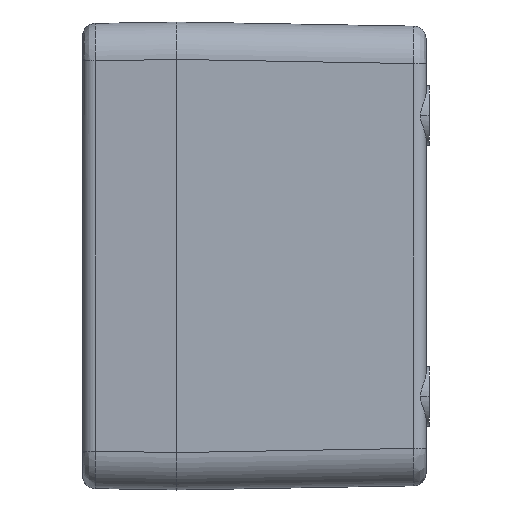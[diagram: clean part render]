
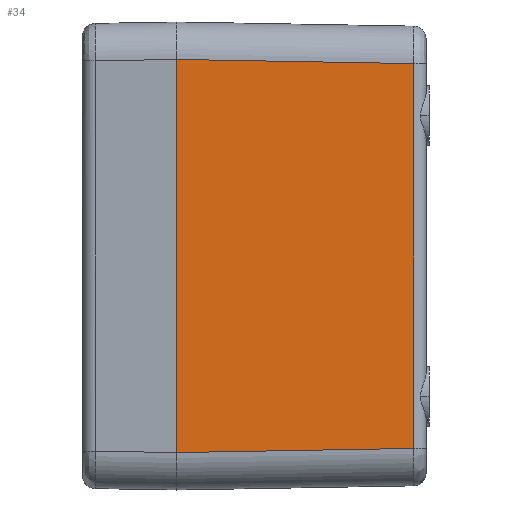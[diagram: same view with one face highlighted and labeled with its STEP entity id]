
A CAD part, left-side view. The second image highlights one B-rep face of the part: STEP entity #34.
In plain terms, the highlighted planar face has unit normal (-1, -0.018, 0).
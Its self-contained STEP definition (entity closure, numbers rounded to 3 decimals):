
#34 = ADVANCED_FACE ( 'NONE', ( #1512 ), #7604, .T. ) ;
#252 = CARTESIAN_POINT ( 'NONE',  ( -94.336, -38.035, -30.837 ) ) ;
#364 = CARTESIAN_POINT ( 'NONE',  ( -94.336, -38.035, 30.837 ) ) ;
#1035 = VECTOR ( 'NONE', #11191, 1000. ) ;
#1154 = CARTESIAN_POINT ( 'NONE',  ( -94.557, -25.357, 31.058 ) ) ;
#1512 = FACE_OUTER_BOUND ( 'NONE', #2072, .T. ) ;
#1679 = AXIS2_PLACEMENT_3D ( 'NONE', #3409, #12448, #10334 ) ;
#2072 = EDGE_LOOP ( 'NONE', ( #8248, #6867, #11219, #3136 ) ) ;
#2613 = VERTEX_POINT ( 'NONE', #7593 ) ;
#3136 = ORIENTED_EDGE ( 'NONE', *, *, #3728, .T. ) ;
#3321 = CARTESIAN_POINT ( 'NONE',  ( -94.336, -38.035, 10.279 ) ) ;
#3409 = CARTESIAN_POINT ( 'NONE',  ( -95., 0., -41.196 ) ) ;
#3459 = B_SPLINE_CURVE_WITH_KNOTS ( 'NONE', 3,
 ( #6128, #12283, #1154, #364 ),
 .UNSPECIFIED., .F., .F.,
 ( 4, 4 ),
 ( 0., 1. ),
 .UNSPECIFIED. ) ;
#3728 = EDGE_CURVE ( 'NONE', #4941, #12244, #5462, .T. ) ;
#4210 = EDGE_CURVE ( 'NONE', #7854, #4941, #11076, .T. ) ;
#4303 = CARTESIAN_POINT ( 'NONE',  ( -94.336, -38.035, -10.279 ) ) ;
#4685 = CARTESIAN_POINT ( 'NONE',  ( -94.557, -25.357, -31.058 ) ) ;
#4941 = VERTEX_POINT ( 'NONE', #5894 ) ;
#5462 = B_SPLINE_CURVE_WITH_KNOTS ( 'NONE', 3,
 ( #252, #4303, #3321, #11307 ),
 .UNSPECIFIED., .F., .F.,
 ( 4, 4 ),
 ( 0., 1. ),
 .UNSPECIFIED. ) ;
#5894 = CARTESIAN_POINT ( 'NONE',  ( -94.336, -38.035, -30.837 ) ) ;
#5958 = CARTESIAN_POINT ( 'NONE',  ( -94.336, -38.035, 30.837 ) ) ;
#6128 = CARTESIAN_POINT ( 'NONE',  ( -95., 0., 31.501 ) ) ;
#6348 = CARTESIAN_POINT ( 'NONE',  ( -95., 0., 31.501 ) ) ;
#6867 = ORIENTED_EDGE ( 'NONE', *, *, #7752, .T. ) ;
#7593 = CARTESIAN_POINT ( 'NONE',  ( -95., 0., 31.501 ) ) ;
#7604 = PLANE ( 'NONE',  #1679 ) ;
#7752 = EDGE_CURVE ( 'NONE', #2613, #7854, #10202, .T. ) ;
#7854 = VERTEX_POINT ( 'NONE', #11651 ) ;
#8248 = ORIENTED_EDGE ( 'NONE', *, *, #12799, .F. ) ;
#8684 = CARTESIAN_POINT ( 'NONE',  ( -94.336, -38.035, -30.837 ) ) ;
#10202 = LINE ( 'NONE', #6348, #1035 ) ;
#10334 = DIRECTION ( 'NONE',  ( -0.017, 1., 0. ) ) ;
#10701 = CARTESIAN_POINT ( 'NONE',  ( -95., 0., -31.501 ) ) ;
#10768 = CARTESIAN_POINT ( 'NONE',  ( -94.779, -12.678, -31.28 ) ) ;
#11076 = B_SPLINE_CURVE_WITH_KNOTS ( 'NONE', 3,
 ( #10701, #10768, #4685, #8684 ),
 .UNSPECIFIED., .F., .F.,
 ( 4, 4 ),
 ( 0., 1. ),
 .UNSPECIFIED. ) ;
#11191 = DIRECTION ( 'NONE',  ( 0., 0., -1. ) ) ;
#11219 = ORIENTED_EDGE ( 'NONE', *, *, #4210, .T. ) ;
#11307 = CARTESIAN_POINT ( 'NONE',  ( -94.336, -38.035, 30.837 ) ) ;
#11651 = CARTESIAN_POINT ( 'NONE',  ( -95., 0., -31.501 ) ) ;
#12244 = VERTEX_POINT ( 'NONE', #5958 ) ;
#12283 = CARTESIAN_POINT ( 'NONE',  ( -94.779, -12.678, 31.28 ) ) ;
#12448 = DIRECTION ( 'NONE',  ( -1., -0.017, 0. ) ) ;
#12799 = EDGE_CURVE ( 'NONE', #2613, #12244, #3459, .T. ) ;
